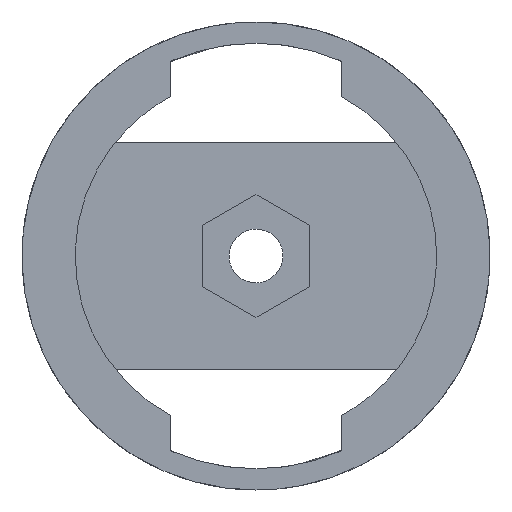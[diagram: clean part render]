
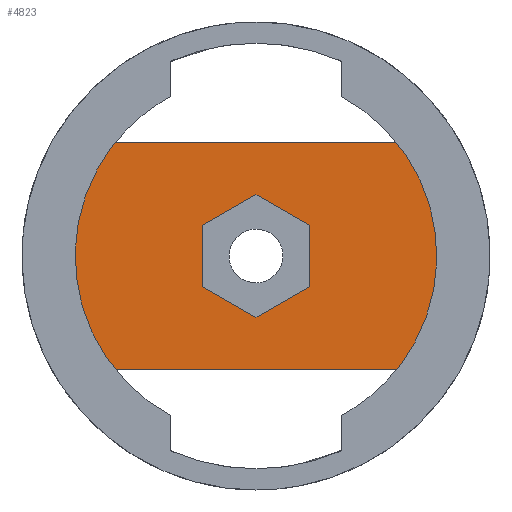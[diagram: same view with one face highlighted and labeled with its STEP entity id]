
A CAD part, front view. The second image highlights one B-rep face of the part: STEP entity #4823.
In plain terms, the highlighted free-form (B-spline) face has degree [1, 1] with [2, 2] control points.
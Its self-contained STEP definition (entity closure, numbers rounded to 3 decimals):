
#168 = EDGE_CURVE('',#169,#171,#173,.T.);
#169 = VERTEX_POINT('',#170);
#170 = CARTESIAN_POINT('',(-12.884,3.046,8.123
    ));
#171 = VERTEX_POINT('',#172);
#172 = CARTESIAN_POINT('',(-12.884,3.046,
    -8.123));
#173 = ( BOUNDED_CURVE() B_SPLINE_CURVE(2,(#174,#175,#176),
.UNSPECIFIED.,.F.,.F.) B_SPLINE_CURVE_WITH_KNOTS((3,3),(4.15,
5.275),.PIECEWISE_BEZIER_KNOTS.) CURVE() 
GEOMETRIC_REPRESENTATION_ITEM() RATIONAL_B_SPLINE_CURVE((1.,
0.846,1.)) REPRESENTATION_ITEM('') );
#174 = CARTESIAN_POINT('',(-12.884,3.046,8.123
    ));
#175 = CARTESIAN_POINT('',(-18.005,3.046,
    0.));
#176 = CARTESIAN_POINT('',(-12.884,3.046,
    -8.123));
#3304 = EDGE_CURVE('',#3305,#3307,#3309,.T.);
#3305 = VERTEX_POINT('',#3306);
#3306 = CARTESIAN_POINT('',(0.,3.046,
    -4.397));
#3307 = VERTEX_POINT('',#3308);
#3308 = CARTESIAN_POINT('',(3.808,3.046,
    -2.198));
#3309 = B_SPLINE_CURVE_WITH_KNOTS('',1,(#3310,#3311),.UNSPECIFIED.,.F.,
  .F.,(2,2),(0.,4.33),.PIECEWISE_BEZIER_KNOTS.);
#3310 = CARTESIAN_POINT('',(0.,3.046,
    -4.397));
#3311 = CARTESIAN_POINT('',(3.808,3.046,
    -2.198));
#3332 = EDGE_CURVE('',#3333,#3305,#3335,.T.);
#3333 = VERTEX_POINT('',#3334);
#3334 = CARTESIAN_POINT('',(-3.808,3.046,
    -2.198));
#3335 = B_SPLINE_CURVE_WITH_KNOTS('',1,(#3336,#3337),.UNSPECIFIED.,.F.,
  .F.,(2,2),(0.,4.33),.PIECEWISE_BEZIER_KNOTS.);
#3336 = CARTESIAN_POINT('',(-3.808,3.046,
    -2.198));
#3337 = CARTESIAN_POINT('',(0.,3.046,
    -4.397));
#3354 = EDGE_CURVE('',#3355,#3333,#3357,.T.);
#3355 = VERTEX_POINT('',#3356);
#3356 = CARTESIAN_POINT('',(-3.808,3.046,
    2.198));
#3357 = B_SPLINE_CURVE_WITH_KNOTS('',1,(#3358,#3359),.UNSPECIFIED.,.F.,
  .F.,(2,2),(0.,4.33),.PIECEWISE_BEZIER_KNOTS.);
#3358 = CARTESIAN_POINT('',(-3.808,3.046,
    2.198));
#3359 = CARTESIAN_POINT('',(-3.808,3.046,
    -2.198));
#3376 = EDGE_CURVE('',#3377,#3355,#3379,.T.);
#3377 = VERTEX_POINT('',#3378);
#3378 = CARTESIAN_POINT('',(0.,3.046,
    4.397));
#3379 = B_SPLINE_CURVE_WITH_KNOTS('',1,(#3380,#3381),.UNSPECIFIED.,.F.,
  .F.,(2,2),(0.,4.33),
  .PIECEWISE_BEZIER_KNOTS.);
#3380 = CARTESIAN_POINT('',(0.,3.046,
    4.397));
#3381 = CARTESIAN_POINT('',(-3.808,3.046,
    2.198));
#3398 = EDGE_CURVE('',#3399,#3377,#3401,.T.);
#3399 = VERTEX_POINT('',#3400);
#3400 = CARTESIAN_POINT('',(3.808,3.046,2.198
    ));
#3401 = B_SPLINE_CURVE_WITH_KNOTS('',1,(#3402,#3403),.UNSPECIFIED.,.F.,
  .F.,(2,2),(0.,4.33),.PIECEWISE_BEZIER_KNOTS.);
#3402 = CARTESIAN_POINT('',(3.808,3.046,2.198
    ));
#3403 = CARTESIAN_POINT('',(0.,3.046,
    4.397));
#3420 = EDGE_CURVE('',#3307,#3399,#3421,.T.);
#3421 = B_SPLINE_CURVE_WITH_KNOTS('',1,(#3422,#3423),.UNSPECIFIED.,.F.,
  .F.,(2,2),(0.,4.33),.PIECEWISE_BEZIER_KNOTS.);
#3422 = CARTESIAN_POINT('',(3.808,3.046,
    -2.198));
#3423 = CARTESIAN_POINT('',(3.808,3.046,2.198
    ));
#4823 = ADVANCED_FACE('',(#4824,#4832),#4855,.T.);
#4824 = FACE_BOUND('',#4825,.T.);
#4825 = EDGE_LOOP('',(#4826,#4827,#4828,#4829,#4830,#4831));
#4826 = ORIENTED_EDGE('',*,*,#3398,.F.);
#4827 = ORIENTED_EDGE('',*,*,#3420,.F.);
#4828 = ORIENTED_EDGE('',*,*,#3304,.F.);
#4829 = ORIENTED_EDGE('',*,*,#3332,.F.);
#4830 = ORIENTED_EDGE('',*,*,#3354,.F.);
#4831 = ORIENTED_EDGE('',*,*,#3376,.F.);
#4832 = FACE_BOUND('',#4833,.T.);
#4833 = EDGE_LOOP('',(#4834,#4841,#4849,#4854));
#4834 = ORIENTED_EDGE('',*,*,#4835,.F.);
#4835 = EDGE_CURVE('',#4836,#171,#4838,.T.);
#4836 = VERTEX_POINT('',#4837);
#4837 = CARTESIAN_POINT('',(12.884,3.046,
    -8.123));
#4838 = B_SPLINE_CURVE_WITH_KNOTS('',1,(#4839,#4840),.UNSPECIFIED.,.F.,
  .F.,(2,2),(-12.689,12.689),.PIECEWISE_BEZIER_KNOTS.);
#4839 = CARTESIAN_POINT('',(12.884,3.046,
    -8.123));
#4840 = CARTESIAN_POINT('',(-12.884,3.046,
    -8.123));
#4841 = ORIENTED_EDGE('',*,*,#4842,.T.);
#4842 = EDGE_CURVE('',#4836,#4843,#4845,.T.);
#4843 = VERTEX_POINT('',#4844);
#4844 = CARTESIAN_POINT('',(12.884,3.046,
    8.123));
#4845 = ( BOUNDED_CURVE() B_SPLINE_CURVE(2,(#4846,#4847,#4848),
.UNSPECIFIED.,.F.,.F.) B_SPLINE_CURVE_WITH_KNOTS((3,3),(1.008,
2.133),.PIECEWISE_BEZIER_KNOTS.) CURVE() 
GEOMETRIC_REPRESENTATION_ITEM() RATIONAL_B_SPLINE_CURVE((1.,
0.846,1.)) REPRESENTATION_ITEM('') );
#4846 = CARTESIAN_POINT('',(12.884,3.046,
    -8.123));
#4847 = CARTESIAN_POINT('',(18.005,3.046,
    0.));
#4848 = CARTESIAN_POINT('',(12.884,3.046,
    8.123));
#4849 = ORIENTED_EDGE('',*,*,#4850,.T.);
#4850 = EDGE_CURVE('',#4843,#169,#4851,.T.);
#4851 = B_SPLINE_CURVE_WITH_KNOTS('',1,(#4852,#4853),.UNSPECIFIED.,.F.,
  .F.,(2,2),(-12.689,12.689),.PIECEWISE_BEZIER_KNOTS.);
#4852 = CARTESIAN_POINT('',(12.884,3.046,
    8.123));
#4853 = CARTESIAN_POINT('',(-12.884,3.046,
    8.123));
#4854 = ORIENTED_EDGE('',*,*,#168,.T.);
#4855 = B_SPLINE_SURFACE_WITH_KNOTS('',1,1,(
    (#4856,#4857)
    ,(#4858,#4859
    )),.UNSPECIFIED.,.F.,.F.,.F.,(2,2),(2,2),(-8.,8.),(-15.,15.),
  .PIECEWISE_BEZIER_KNOTS.);
#4856 = CARTESIAN_POINT('',(-15.231,3.046,
    8.123));
#4857 = CARTESIAN_POINT('',(15.231,3.046,
    8.123));
#4858 = CARTESIAN_POINT('',(-15.231,3.046,
    -8.123));
#4859 = CARTESIAN_POINT('',(15.231,3.046,
    -8.123));
